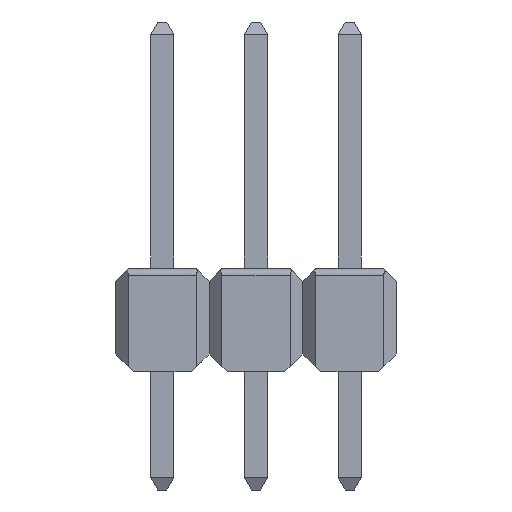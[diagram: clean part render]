
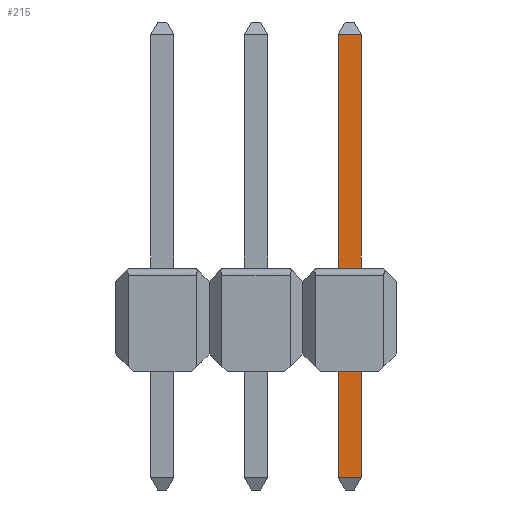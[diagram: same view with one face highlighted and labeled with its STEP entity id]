
A CAD part, front view. The second image highlights one B-rep face of the part: STEP entity #215.
In plain terms, the highlighted free-form (B-spline) face has degree [1, 1] with [2, 2] control points.
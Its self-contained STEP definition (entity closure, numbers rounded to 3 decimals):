
#215=ADVANCED_FACE('',(#325),#3695,.T.);
#325=FACE_OUTER_BOUND('',#439,.T.);
#439=EDGE_LOOP('',(#839,#840,#841,#842));
#839=ORIENTED_EDGE('',*,*,#2590,.F.);
#840=ORIENTED_EDGE('',*,*,#2569,.F.);
#841=ORIENTED_EDGE('',*,*,#2592,.F.);
#842=ORIENTED_EDGE('',*,*,#2587,.F.);
#1339=PCURVE('',#3752,#1887);
#1367=PCURVE('',#3759,#1915);
#1378=PCURVE('',#3761,#1926);
#1383=PCURVE('',#3762,#1931);
#1387=PCURVE('',#3695,#1935);
#1388=PCURVE('',#3695,#1936);
#1389=PCURVE('',#3695,#1937);
#1390=PCURVE('',#3695,#1938);
#1887=DEFINITIONAL_REPRESENTATION('',(#3156),#6882);
#1915=DEFINITIONAL_REPRESENTATION('',(#3202),#6882);
#1926=DEFINITIONAL_REPRESENTATION('',(#3216),#6882);
#1931=DEFINITIONAL_REPRESENTATION('',(#3223),#6882);
#1935=DEFINITIONAL_REPRESENTATION('',(#3227),#6882);
#1936=DEFINITIONAL_REPRESENTATION('',(#3228),#6882);
#1937=DEFINITIONAL_REPRESENTATION('',(#3229),#6882);
#1938=DEFINITIONAL_REPRESENTATION('',(#3230),#6882);
#2287=SURFACE_CURVE('',#3155,(#1339,#1388),.PCURVE_S1.);
#2305=SURFACE_CURVE('',#3201,(#1367,#1390),.PCURVE_S1.);
#2308=SURFACE_CURVE('',#3215,(#1378,#1387),.PCURVE_S1.);
#2310=SURFACE_CURVE('',#3222,(#1383,#1389),.PCURVE_S1.);
#2569=EDGE_CURVE('',#3621,#3620,#2287,.T.);
#2587=EDGE_CURVE('',#3624,#3630,#2305,.T.);
#2590=EDGE_CURVE('',#3620,#3624,#2308,.T.);
#2592=EDGE_CURVE('',#3630,#3621,#2310,.T.);
#3155=B_SPLINE_CURVE_WITH_KNOTS('',1,(#5495,#5496),.UNSPECIFIED.,.F.,.F.,
(2,2),(-0.63,0.),.UNSPECIFIED.);
#3156=B_SPLINE_CURVE_WITH_KNOTS('',1,(#5497,#5498),.UNSPECIFIED.,.F.,.F.,
(2,2),(-0.63,0.),.UNSPECIFIED.);
#3201=B_SPLINE_CURVE_WITH_KNOTS('',1,(#5587,#5588),.UNSPECIFIED.,.F.,.F.,
(2,2),(9.266,9.896),.UNSPECIFIED.);
#3202=B_SPLINE_CURVE_WITH_KNOTS('',1,(#5589,#5590),.UNSPECIFIED.,.F.,.F.,
(2,2),(9.266,9.896),.UNSPECIFIED.);
#3215=B_SPLINE_CURVE_WITH_KNOTS('',1,(#5615,#5616),.UNSPECIFIED.,.F.,.F.,
(2,2),(11.156,20.383),.UNSPECIFIED.);
#3216=B_SPLINE_CURVE_WITH_KNOTS('',1,(#5617,#5618),.UNSPECIFIED.,.F.,.F.,
(2,2),(11.156,20.383),.UNSPECIFIED.);
#3222=B_SPLINE_CURVE_WITH_KNOTS('',1,(#5631,#5632),.UNSPECIFIED.,.F.,.F.,
(2,2),(0.038,9.266),.UNSPECIFIED.);
#3223=B_SPLINE_CURVE_WITH_KNOTS('',1,(#5633,#5634),.UNSPECIFIED.,.F.,.F.,
(2,2),(0.038,9.266),.UNSPECIFIED.);
#3227=B_SPLINE_CURVE_WITH_KNOTS('',1,(#5643,#5644),.UNSPECIFIED.,.F.,.F.,
(2,2),(11.156,20.383),.UNSPECIFIED.);
#3228=B_SPLINE_CURVE_WITH_KNOTS('',1,(#5645,#5646),.UNSPECIFIED.,.F.,.F.,
(2,2),(-0.63,0.),.UNSPECIFIED.);
#3229=B_SPLINE_CURVE_WITH_KNOTS('',1,(#5647,#5648),.UNSPECIFIED.,.F.,.F.,
(2,2),(0.038,9.266),.UNSPECIFIED.);
#3230=B_SPLINE_CURVE_WITH_KNOTS('',3,(#5649,#5650,#5651,#5652),
 .UNSPECIFIED.,.F.,.F.,(4,4),(9.266,9.896),
 .UNSPECIFIED.);
#3620=VERTEX_POINT('',#5467);
#3621=VERTEX_POINT('',#5468);
#3624=VERTEX_POINT('',#5471);
#3630=VERTEX_POINT('',#5477);
#3695=B_SPLINE_SURFACE_WITH_KNOTS('',1,1,((#5459,#5460),(#5461,#5462)),
 .UNSPECIFIED.,.F.,.F.,.F.,(2,2),(2,2),(-9.358,0.093),
(-0.64,0.01),.UNSPECIFIED.);
#3752=PLANE('',#3870);
#3759=PLANE('',#3877);
#3761=PLANE('',#3879);
#3762=PLANE('',#3880);
#3870=AXIS2_PLACEMENT_3D('',#5444,#3973,$);
#3877=AXIS2_PLACEMENT_3D('',#5451,#3980,$);
#3879=AXIS2_PLACEMENT_3D('',#5453,#3982,$);
#3880=AXIS2_PLACEMENT_3D('',#5458,#3983,$);
#3973=DIRECTION('',(0.,-0.873,-0.488));
#3980=DIRECTION('',(0.,-0.873,0.488));
#3982=DIRECTION('',(-1.,0.,0.));
#3983=DIRECTION('',(1.,0.,0.));
#5444=CARTESIAN_POINT('',(4.755,-0.12,-3.209));
#5451=CARTESIAN_POINT('',(4.755,-0.32,9.147));
#5453=CARTESIAN_POINT('',(4.765,-0.325,9.326));
#5458=CARTESIAN_POINT('',(5.395,-0.325,-2.981));
#5459=CARTESIAN_POINT('',(4.755,-0.315,9.326));
#5460=CARTESIAN_POINT('',(5.405,-0.315,9.326));
#5461=CARTESIAN_POINT('',(4.755,-0.315,-2.981));
#5462=CARTESIAN_POINT('',(5.405,-0.315,-2.981));
#5467=CARTESIAN_POINT('',(4.765,-0.315,-2.86));
#5468=CARTESIAN_POINT('',(5.395,-0.315,-2.86));
#5471=CARTESIAN_POINT('',(4.765,-0.315,9.156));
#5477=CARTESIAN_POINT('',(5.395,-0.315,9.156));
#5495=CARTESIAN_POINT('',(5.395,-0.315,-2.86));
#5496=CARTESIAN_POINT('',(4.765,-0.315,-2.86));
#5497=CARTESIAN_POINT('',(0.,0.));
#5498=CARTESIAN_POINT('',(-0.63,0.));
#5587=CARTESIAN_POINT('',(4.765,-0.315,9.156));
#5588=CARTESIAN_POINT('',(5.395,-0.315,9.156));
#5589=CARTESIAN_POINT('',(0.,0.));
#5590=CARTESIAN_POINT('',(0.63,0.));
#5615=CARTESIAN_POINT('',(4.765,-0.315,-2.86));
#5616=CARTESIAN_POINT('',(4.765,-0.315,9.156));
#5617=CARTESIAN_POINT('',(0.,9.266));
#5618=CARTESIAN_POINT('',(0.,0.038));
#5631=CARTESIAN_POINT('',(5.395,-0.315,9.156));
#5632=CARTESIAN_POINT('',(5.395,-0.315,-2.86));
#5633=CARTESIAN_POINT('',(0.,-0.038));
#5634=CARTESIAN_POINT('',(0.,-9.266));
#5643=CARTESIAN_POINT('',(0.,-0.63));
#5644=CARTESIAN_POINT('',(-9.227,-0.63));
#5645=CARTESIAN_POINT('',(0.,0.));
#5646=CARTESIAN_POINT('',(0.,-0.63));
#5647=CARTESIAN_POINT('',(-9.227,0.));
#5648=CARTESIAN_POINT('',(0.,0.));
#5649=CARTESIAN_POINT('',(-9.227,-0.63));
#5650=CARTESIAN_POINT('',(-9.227,-0.42));
#5651=CARTESIAN_POINT('',(-9.227,-0.21));
#5652=CARTESIAN_POINT('',(-9.227,0.));
#6882=(
GEOMETRIC_REPRESENTATION_CONTEXT(2)
PARAMETRIC_REPRESENTATION_CONTEXT()
REPRESENTATION_CONTEXT('pspace','')
);
